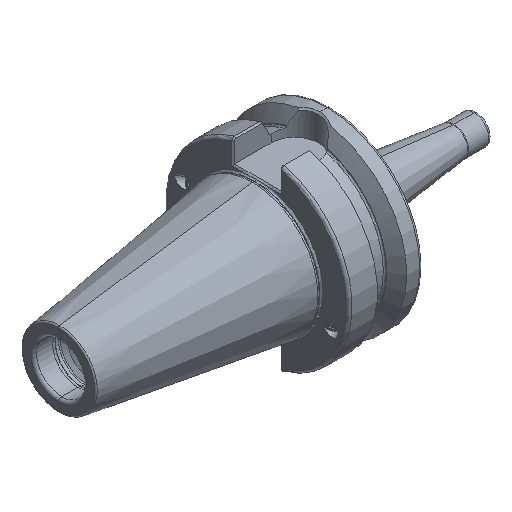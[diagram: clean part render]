
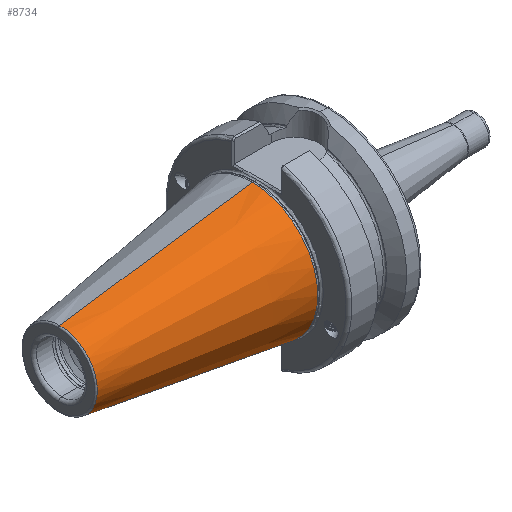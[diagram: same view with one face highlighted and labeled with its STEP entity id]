
A CAD part, isometric view. The second image highlights one B-rep face of the part: STEP entity #8734.
In plain terms, the highlighted conical face has half-angle 8.297 degrees and reference radius 22.298 mm.
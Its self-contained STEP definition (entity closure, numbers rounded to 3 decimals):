
#1491 = CARTESIAN_POINT ( 'NONE',  ( -1.5, 0., 0. ) ) ;
#1492 = DIRECTION ( 'NONE',  ( 1., 0., 0. ) ) ;
#1493 = DIRECTION ( 'NONE',  ( 0., 0., -1. ) ) ;
#1494 = CARTESIAN_POINT ( 'NONE',  ( -66.972, 0., 0. ) ) ;
#1495 = DIRECTION ( 'NONE',  ( 1., 0., 0. ) ) ;
#1496 = DIRECTION ( 'NONE',  ( 0., 0., -1. ) ) ;
#2249 = CARTESIAN_POINT ( 'NONE',  ( -1.5, 0., -22.298 ) ) ;
#2250 = CARTESIAN_POINT ( 'NONE',  ( -1.5, 0., 22.298 ) ) ;
#2251 = CARTESIAN_POINT ( 'NONE',  ( -66.972, 0., -12.75 ) ) ;
#2252 = CARTESIAN_POINT ( 'NONE',  ( -66.972, 0., 12.75 ) ) ;
#3334 = ORIENTED_EDGE ( 'NONE', *, *, #13678, .F. ) ;
#3335 = ORIENTED_EDGE ( 'NONE', *, *, #11119, .F. ) ;
#3336 = ORIENTED_EDGE ( 'NONE', *, *, #13679, .T. ) ;
#3337 = ORIENTED_EDGE ( 'NONE', *, *, #11117, .T. ) ;
#4137 = AXIS2_PLACEMENT_3D ( 'NONE', #1494, #1495, #1496 ) ;
#4138 = AXIS2_PLACEMENT_3D ( 'NONE', #1491, #1492, #1493 ) ;
#4966 = EDGE_LOOP ( 'NONE', ( #3335, #3336, #3337, #3334 ) ) ;
#6422 = LINE ( 'NONE', #6423, #8616 ) ;
#6423 = CARTESIAN_POINT ( 'NONE',  ( -1.5, 0., -22.298 ) ) ;
#6424 = DIRECTION ( 'NONE',  ( 0.99, 0., -0.144 ) ) ;
#6428 = LINE ( 'NONE', #6429, #8617 ) ;
#6429 = CARTESIAN_POINT ( 'NONE',  ( -1.5, 0., 22.298 ) ) ;
#6430 = DIRECTION ( 'NONE',  ( 0.99, 0., 0.144 ) ) ;
#6851 = VERTEX_POINT ( 'NONE', #2249 ) ;
#6852 = VERTEX_POINT ( 'NONE', #2250 ) ;
#6853 = VERTEX_POINT ( 'NONE', #2251 ) ;
#6854 = VERTEX_POINT ( 'NONE', #2252 ) ;
#8416 = CONICAL_SURFACE ( 'NONE', #11192, 22.298, 0.145 ) ;
#8560 = CIRCLE ( 'NONE', #4138, 22.298 ) ;
#8561 = CIRCLE ( 'NONE', #4137, 12.75 ) ;
#8616 = VECTOR ( 'NONE', #6424, 1000. ) ;
#8617 = VECTOR ( 'NONE', #6430, 1000. ) ;
#8734 = ADVANCED_FACE ( 'NONE', ( #11189 ), #8416, .T. ) ;
#11117 = EDGE_CURVE ( 'NONE', #6853, #6851, #6422, .T. ) ;
#11119 = EDGE_CURVE ( 'NONE', #6854, #6852, #6428, .T. ) ;
#11189 = FACE_OUTER_BOUND ( 'NONE', #4966, .T. ) ;
#11192 = AXIS2_PLACEMENT_3D ( 'NONE', #13932, #13933, #13934 ) ;
#13678 = EDGE_CURVE ( 'NONE', #6852, #6851, #8560, .T. ) ;
#13679 = EDGE_CURVE ( 'NONE', #6854, #6853, #8561, .T. ) ;
#13932 = CARTESIAN_POINT ( 'NONE',  ( -1.5, 0., 0. ) ) ;
#13933 = DIRECTION ( 'NONE',  ( 1., 0., 0. ) ) ;
#13934 = DIRECTION ( 'NONE',  ( 0., 0., -1. ) ) ;
